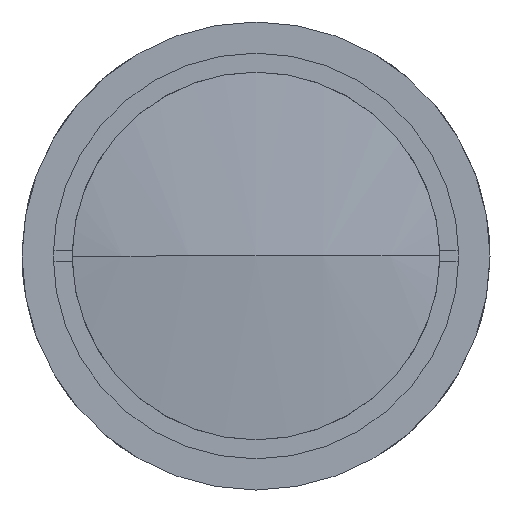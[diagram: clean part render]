
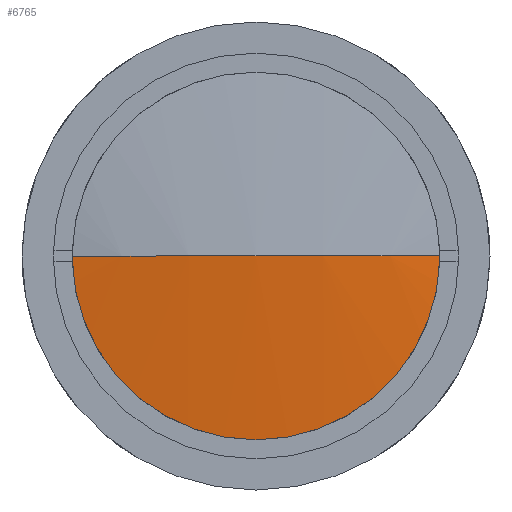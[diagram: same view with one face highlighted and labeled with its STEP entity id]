
A CAD part, left-side view. The second image highlights one B-rep face of the part: STEP entity #6765.
In plain terms, the highlighted spherical face has radius 100.18 mm.
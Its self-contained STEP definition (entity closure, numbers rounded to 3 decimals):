
#692 = AXIS2_PLACEMENT_3D ( 'NONE', #11395, #4748, #12518 ) ;
#1014 = SPHERICAL_SURFACE ( 'NONE', #3229, 100.18 ) ;
#1051 = DIRECTION ( 'NONE',  ( 0., 0., 1. ) ) ;
#1144 = VERTEX_POINT ( 'NONE', #13755 ) ;
#1728 = DIRECTION ( 'NONE',  ( 0., 1., 0. ) ) ;
#1801 = EDGE_CURVE ( 'NONE', #8672, #5866, #11918, .T. ) ;
#1936 = ORIENTED_EDGE ( 'NONE', *, *, #12621, .T. ) ;
#3229 = AXIS2_PLACEMENT_3D ( 'NONE', #5041, #6163, #1728 ) ;
#3520 = EDGE_CURVE ( 'NONE', #1144, #5866, #9458, .T. ) ;
#3614 = AXIS2_PLACEMENT_3D ( 'NONE', #11615, #4973, #12739 ) ;
#3833 = CARTESIAN_POINT ( 'NONE',  ( 4.912, 18., 0. ) ) ;
#4748 = DIRECTION ( 'NONE',  ( 0., 0., -1. ) ) ;
#4973 = DIRECTION ( 'NONE',  ( -1., 0., 0. ) ) ;
#5041 = CARTESIAN_POINT ( 'NONE',  ( 103.461, 0., 0. ) ) ;
#5866 = VERTEX_POINT ( 'NONE', #10013 ) ;
#6163 = DIRECTION ( 'NONE',  ( 0., 0., -1. ) ) ;
#6765 = ADVANCED_FACE ( 'NONE', ( #11465 ), #1014, .T. ) ;
#6998 = ORIENTED_EDGE ( 'NONE', *, *, #1801, .F. ) ;
#8672 = VERTEX_POINT ( 'NONE', #3833 ) ;
#9458 = CIRCLE ( 'NONE', #692, 100.18 ) ;
#9475 = CIRCLE ( 'NONE', #3614, 18. ) ;
#9634 = CARTESIAN_POINT ( 'NONE',  ( 103.461, 0., 0. ) ) ;
#9889 = EDGE_LOOP ( 'NONE', ( #1936, #10226, #6998 ) ) ;
#10013 = CARTESIAN_POINT ( 'NONE',  ( 3.281, 0., 0. ) ) ;
#10226 = ORIENTED_EDGE ( 'NONE', *, *, #3520, .T. ) ;
#10471 = AXIS2_PLACEMENT_3D ( 'NONE', #9634, #1051, #12797 ) ;
#11395 = CARTESIAN_POINT ( 'NONE',  ( 103.461, 0., 0. ) ) ;
#11465 = FACE_OUTER_BOUND ( 'NONE', #9889, .T. ) ;
#11615 = CARTESIAN_POINT ( 'NONE',  ( 4.912, 0., 0. ) ) ;
#11918 = CIRCLE ( 'NONE', #10471, 100.18 ) ;
#12518 = DIRECTION ( 'NONE',  ( 0., 1., 0. ) ) ;
#12621 = EDGE_CURVE ( 'NONE', #8672, #1144, #9475, .T. ) ;
#12739 = DIRECTION ( 'NONE',  ( 0., 0., 1. ) ) ;
#12797 = DIRECTION ( 'NONE',  ( 0., -1., 0. ) ) ;
#13755 = CARTESIAN_POINT ( 'NONE',  ( 4.912, -18., 0. ) ) ;
